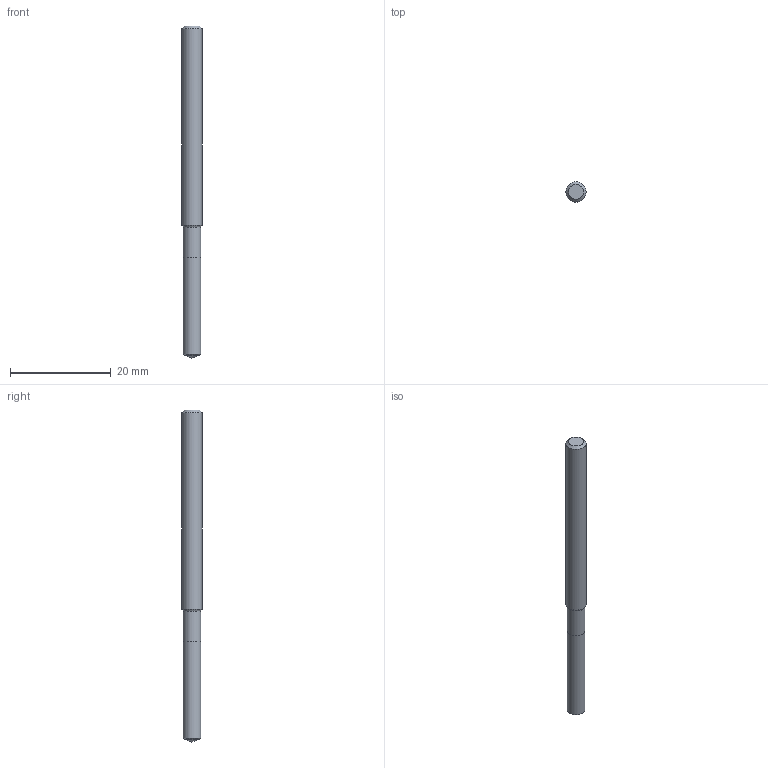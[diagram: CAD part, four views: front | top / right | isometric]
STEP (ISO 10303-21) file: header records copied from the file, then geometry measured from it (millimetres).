
FILE_DESCRIPTION (( 'STEP AP203' ), '1' );
FILE_NAME ('62851.step', '2021-10-15T09:34:03', ( '' ), ( '' ), 'SwSTEP 2.0', 'SolidWorks 2019', '' );
FILE_SCHEMA (( 'CONFIG_CONTROL_DESIGN' ));
Length unit declared in the file: millimetre
Products named in the file (1): 62851
Bounding box: 4 x 4 x 66 mm (x, y, z)
Volume: 756.5 mm3; surface area: 826.2 mm2
Topology: 2 solids, 2 shells, 10 faces, 19 edges, 12 vertices
Faces by surface type: cone 4, cylinder 3, plane 3
Full cylindrical faces by diameter (mm): 3.57 x2, 4 x1
Entity records: 259 total; most frequent: DIRECTION 38, CARTESIAN_POINT 27, AXIS2_PLACEMENT_3D 19, ORIENTED_EDGE 16, EDGE_LOOP 16, FACE_OUTER_BOUND 13, ADVANCED_FACE 10, VERTEX_POINT 8
